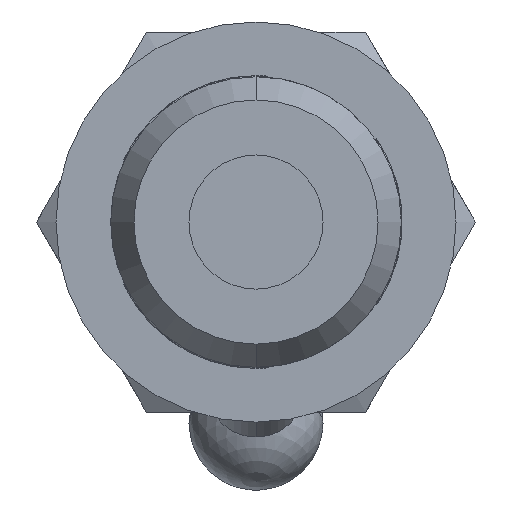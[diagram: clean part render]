
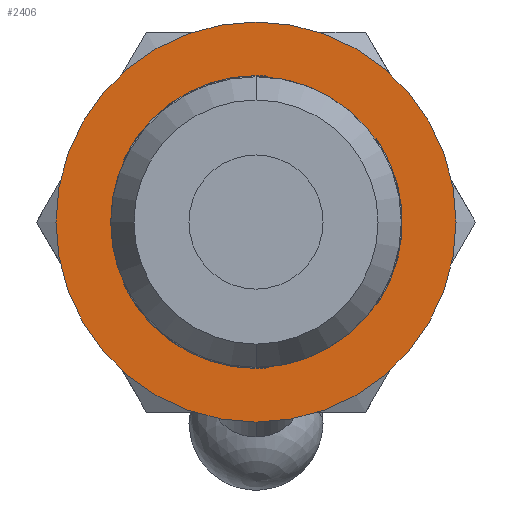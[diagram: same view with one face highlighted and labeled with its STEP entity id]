
A CAD part, front view. The second image highlights one B-rep face of the part: STEP entity #2406.
In plain terms, the highlighted planar face has unit normal (0, -1, 0).
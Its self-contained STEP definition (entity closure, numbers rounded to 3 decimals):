
#368 = CIRCLE ( 'NONE', #425, 6.5 ) ;
#421 = DIRECTION ( 'NONE',  ( 0., 1., 0. ) ) ;
#423 = CARTESIAN_POINT ( 'NONE',  ( 0., 7.2, 0. ) ) ;
#424 = DIRECTION ( 'NONE',  ( 0., 0., -1. ) ) ;
#425 = AXIS2_PLACEMENT_3D ( 'NONE', #423, #421, #424 ) ;
#1250 = CARTESIAN_POINT ( 'NONE',  ( 0., 7.2, 6.55 ) ) ;
#1294 = CIRCLE ( 'NONE', #1309, 8.95 ) ;
#1300 = DIRECTION ( 'NONE',  ( 0., 0., -1. ) ) ;
#1307 = DIRECTION ( 'NONE',  ( 0., -1., 0. ) ) ;
#1308 = CARTESIAN_POINT ( 'NONE',  ( 0., 7.2, 0. ) ) ;
#1309 = AXIS2_PLACEMENT_3D ( 'NONE', #1308, #1307, #1300 ) ;
#1339 = CARTESIAN_POINT ( 'NONE',  ( 0.471, 7.2, -6.483 ) ) ;
#1348 = CARTESIAN_POINT ( 'NONE',  ( 0.471, 7.2, 6.483 ) ) ;
#1349 = CARTESIAN_POINT ( 'NONE',  ( 5.379, 7.2, -3.65 ) ) ;
#1353 = CARTESIAN_POINT ( 'NONE',  ( 0.374, 7.2, -6.539 ) ) ;
#1376 = DIRECTION ( 'NONE',  ( 0., 0., -1. ) ) ;
#1377 = DIRECTION ( 'NONE',  ( 0., 1., 0. ) ) ;
#1378 = CARTESIAN_POINT ( 'NONE',  ( 0., 7.2, 0. ) ) ;
#1379 = AXIS2_PLACEMENT_3D ( 'NONE', #1378, #1377, #1376 ) ;
#1380 = CIRCLE ( 'NONE', #1379, 6.5 ) ;
#1469 = DIRECTION ( 'NONE',  ( 0., 0., -1. ) ) ;
#1470 = DIRECTION ( 'NONE',  ( 0., -1., 0. ) ) ;
#1471 = CARTESIAN_POINT ( 'NONE',  ( 0., 7.2, 0. ) ) ;
#1472 = AXIS2_PLACEMENT_3D ( 'NONE', #1471, #1470, #1469 ) ;
#1473 = CIRCLE ( 'NONE', #1472, 6.55 ) ;
#1485 = CARTESIAN_POINT ( 'NONE',  ( 5.379, 7.2, 3.65 ) ) ;
#1502 = DIRECTION ( 'NONE',  ( 0., 0., -1. ) ) ;
#1531 = DIRECTION ( 'NONE',  ( 0., -1., 0. ) ) ;
#1532 = CARTESIAN_POINT ( 'NONE',  ( 0., 7.2, 0. ) ) ;
#1533 = AXIS2_PLACEMENT_3D ( 'NONE', #1532, #1531, #1502 ) ;
#1534 = CIRCLE ( 'NONE', #1533, 6.55 ) ;
#1535 = CARTESIAN_POINT ( 'NONE',  ( 5.476, 7.2, 3.593 ) ) ;
#1550 = DIRECTION ( 'NONE',  ( 0., 0., -1. ) ) ;
#1551 = DIRECTION ( 'NONE',  ( 0., -1., 0. ) ) ;
#1552 = CARTESIAN_POINT ( 'NONE',  ( 0., 7.2, 0. ) ) ;
#1553 = AXIS2_PLACEMENT_3D ( 'NONE', #1552, #1551, #1550 ) ;
#1554 = CIRCLE ( 'NONE', #1553, 6.55 ) ;
#1588 = CARTESIAN_POINT ( 'NONE',  ( -5.85, 7.2, 2.946 ) ) ;
#1593 = CARTESIAN_POINT ( 'NONE',  ( 0., 7.2, 8.95 ) ) ;
#1594 = CARTESIAN_POINT ( 'NONE',  ( 0., 7.2, -8.95 ) ) ;
#1635 = CARTESIAN_POINT ( 'NONE',  ( -5.85, 7.2, -2.946 ) ) ;
#1637 = DIRECTION ( 'NONE',  ( 0., 0., -1. ) ) ;
#1638 = DIRECTION ( 'NONE',  ( 0., -1., 0. ) ) ;
#1683 = CARTESIAN_POINT ( 'NONE',  ( 0., 7.2, 0. ) ) ;
#1684 = AXIS2_PLACEMENT_3D ( 'NONE', #1683, #1638, #1637 ) ;
#1685 = CIRCLE ( 'NONE', #1684, 6.55 ) ;
#1689 = CARTESIAN_POINT ( 'NONE',  ( 0., 7.2, -6.55 ) ) ;
#1883 = CARTESIAN_POINT ( 'NONE',  ( 5.476, 7.2, -3.593 ) ) ;
#2314 = EDGE_CURVE ( 'NONE', #3276, #2320, #4100, .T. ) ;
#2320 = VERTEX_POINT ( 'NONE', #4002 ) ;
#2326 = EDGE_CURVE ( 'NONE', #3375, #3374, #4189, .T. ) ;
#2331 = EDGE_CURVE ( 'NONE', #3274, #3298, #4201, .T. ) ;
#2342 = ORIENTED_EDGE ( 'NONE', *, *, #3378, .F. ) ;
#2347 = EDGE_CURVE ( 'NONE', #3377, #3306, #4221, .T. ) ;
#2353 = EDGE_CURVE ( 'NONE', #2320, #3328, #4228, .T. ) ;
#2359 = VERTEX_POINT ( 'NONE', #4261 ) ;
#2363 = EDGE_CURVE ( 'NONE', #3275, #3529, #4249, .T. ) ;
#2371 = EDGE_CURVE ( 'NONE', #3391, #2359, #4245, .T. ) ;
#2402 = EDGE_LOOP ( 'NONE', ( #2428, #2438 ) ) ;
#2406 = ADVANCED_FACE ( 'NONE', ( #4312, #4298 ), #4297, .T. ) ;
#2409 = VERTEX_POINT ( 'NONE', #4303 ) ;
#2412 = EDGE_CURVE ( 'NONE', #2409, #3372, #4293, .T. ) ;
#2414 = EDGE_LOOP ( 'NONE', ( #2424, #2429, #2422, #2448, #2450, #2423, #2447, #2446, #2342, #2445, #2608, #2607, #2609, #2495 ) ) ;
#2420 = EDGE_CURVE ( 'NONE', #2409, #2359, #4324, .T. ) ;
#2422 = ORIENTED_EDGE ( 'NONE', *, *, #2371, .F. ) ;
#2423 = ORIENTED_EDGE ( 'NONE', *, *, #2314, .F. ) ;
#2424 = ORIENTED_EDGE ( 'NONE', *, *, #2412, .F. ) ;
#2428 = ORIENTED_EDGE ( 'NONE', *, *, #3350, .T. ) ;
#2429 = ORIENTED_EDGE ( 'NONE', *, *, #2420, .T. ) ;
#2438 = ORIENTED_EDGE ( 'NONE', *, *, #2326, .T. ) ;
#2445 = ORIENTED_EDGE ( 'NONE', *, *, #2363, .F. ) ;
#2446 = ORIENTED_EDGE ( 'NONE', *, *, #2347, .F. ) ;
#2447 = ORIENTED_EDGE ( 'NONE', *, *, #3299, .T. ) ;
#2448 = ORIENTED_EDGE ( 'NONE', *, *, #3387, .F. ) ;
#2450 = ORIENTED_EDGE ( 'NONE', *, *, #2353, .F. ) ;
#2495 = ORIENTED_EDGE ( 'NONE', *, *, #3369, .F. ) ;
#2607 = ORIENTED_EDGE ( 'NONE', *, *, #2331, .F. ) ;
#2608 = ORIENTED_EDGE ( 'NONE', *, *, #3315, .T. ) ;
#2609 = ORIENTED_EDGE ( 'NONE', *, *, #3289, .F. ) ;
#3274 = VERTEX_POINT ( 'NONE', #1353 ) ;
#3275 = VERTEX_POINT ( 'NONE', #1349 ) ;
#3276 = VERTEX_POINT ( 'NONE', #1348 ) ;
#3289 = EDGE_CURVE ( 'NONE', #3356, #3274, #1473, .T. ) ;
#3298 = VERTEX_POINT ( 'NONE', #1339 ) ;
#3299 = EDGE_CURVE ( 'NONE', #3276, #3306, #1380, .T. ) ;
#3306 = VERTEX_POINT ( 'NONE', #1485 ) ;
#3315 = EDGE_CURVE ( 'NONE', #3275, #3298, #368, .T. ) ;
#3328 = VERTEX_POINT ( 'NONE', #1250 ) ;
#3350 = EDGE_CURVE ( 'NONE', #3374, #3375, #1294, .T. ) ;
#3356 = VERTEX_POINT ( 'NONE', #1689 ) ;
#3369 = EDGE_CURVE ( 'NONE', #3372, #3356, #1685, .T. ) ;
#3372 = VERTEX_POINT ( 'NONE', #1635 ) ;
#3374 = VERTEX_POINT ( 'NONE', #1594 ) ;
#3375 = VERTEX_POINT ( 'NONE', #1593 ) ;
#3377 = VERTEX_POINT ( 'NONE', #1535 ) ;
#3378 = EDGE_CURVE ( 'NONE', #3529, #3377, #1534, .T. ) ;
#3387 = EDGE_CURVE ( 'NONE', #3328, #3391, #1554, .T. ) ;
#3391 = VERTEX_POINT ( 'NONE', #1588 ) ;
#3529 = VERTEX_POINT ( 'NONE', #1883 ) ;
#4002 = CARTESIAN_POINT ( 'NONE',  ( 0.374, 7.2, 6.539 ) ) ;
#4097 = DIRECTION ( 'NONE',  ( -0.866, 0., 0.5 ) ) ;
#4098 = VECTOR ( 'NONE', #4097, 1000. ) ;
#4099 = CARTESIAN_POINT ( 'NONE',  ( 0.374, 7.2, 6.539 ) ) ;
#4100 = LINE ( 'NONE', #4099, #4098 ) ;
#4181 = DIRECTION ( 'NONE',  ( 0.866, 0., 0.5 ) ) ;
#4182 = CARTESIAN_POINT ( 'NONE',  ( 5.476, 7.2, -3.593 ) ) ;
#4184 = DIRECTION ( 'NONE',  ( 0., 0., -1. ) ) ;
#4185 = AXIS2_PLACEMENT_3D ( 'NONE', #4197, #4192, #4184 ) ;
#4187 = VECTOR ( 'NONE', #4181, 1000. ) ;
#4189 = CIRCLE ( 'NONE', #4185, 8.95 ) ;
#4192 = DIRECTION ( 'NONE',  ( 0., -1., 0. ) ) ;
#4197 = CARTESIAN_POINT ( 'NONE',  ( 0., 7.2, 0. ) ) ;
#4201 = LINE ( 'NONE', #4182, #4187 ) ;
#4218 = DIRECTION ( 'NONE',  ( -0.866, 0., 0.5 ) ) ;
#4219 = VECTOR ( 'NONE', #4218, 1000. ) ;
#4220 = CARTESIAN_POINT ( 'NONE',  ( 0.374, 7.2, 6.539 ) ) ;
#4221 = LINE ( 'NONE', #4220, #4219 ) ;
#4222 = DIRECTION ( 'NONE',  ( 0., 0., -1. ) ) ;
#4223 = VECTOR ( 'NONE', #4222, 1000. ) ;
#4228 = CIRCLE ( 'NONE', #4243, 6.55 ) ;
#4230 = DIRECTION ( 'NONE',  ( 0.866, 0., 0.5 ) ) ;
#4240 = CARTESIAN_POINT ( 'NONE',  ( 0., 7.2, 0. ) ) ;
#4241 = DIRECTION ( 'NONE',  ( 0., 0., -1. ) ) ;
#4243 = AXIS2_PLACEMENT_3D ( 'NONE', #4240, #4252, #4241 ) ;
#4244 = CARTESIAN_POINT ( 'NONE',  ( -5.85, 7.2, -2.946 ) ) ;
#4245 = LINE ( 'NONE', #4244, #4223 ) ;
#4247 = VECTOR ( 'NONE', #4230, 1000. ) ;
#4248 = CARTESIAN_POINT ( 'NONE',  ( 5.476, 7.2, -3.593 ) ) ;
#4249 = LINE ( 'NONE', #4248, #4247 ) ;
#4252 = DIRECTION ( 'NONE',  ( 0., -1., 0. ) ) ;
#4261 = CARTESIAN_POINT ( 'NONE',  ( -5.85, 7.2, 2.833 ) ) ;
#4286 = DIRECTION ( 'NONE',  ( 0., 0., -1. ) ) ;
#4287 = DIRECTION ( 'NONE',  ( 0., -1., 0. ) ) ;
#4288 = AXIS2_PLACEMENT_3D ( 'NONE', #4296, #4287, #4286 ) ;
#4290 = DIRECTION ( 'NONE',  ( 0., 0., -1. ) ) ;
#4291 = VECTOR ( 'NONE', #4290, 1000. ) ;
#4292 = CARTESIAN_POINT ( 'NONE',  ( -5.85, 7.2, -2.946 ) ) ;
#4293 = LINE ( 'NONE', #4292, #4291 ) ;
#4296 = CARTESIAN_POINT ( 'NONE',  ( 6.55, 7.2, 0. ) ) ;
#4297 = PLANE ( 'NONE',  #4288 ) ;
#4298 = FACE_BOUND ( 'NONE', #2414, .T. ) ;
#4303 = CARTESIAN_POINT ( 'NONE',  ( -5.85, 7.2, -2.833 ) ) ;
#4312 = FACE_OUTER_BOUND ( 'NONE', #2402, .T. ) ;
#4320 = DIRECTION ( 'NONE',  ( 0., 0., -1. ) ) ;
#4321 = DIRECTION ( 'NONE',  ( 0., 1., 0. ) ) ;
#4322 = CARTESIAN_POINT ( 'NONE',  ( 0., 7.2, 0. ) ) ;
#4323 = AXIS2_PLACEMENT_3D ( 'NONE', #4322, #4321, #4320 ) ;
#4324 = CIRCLE ( 'NONE', #4323, 6.5 ) ;
